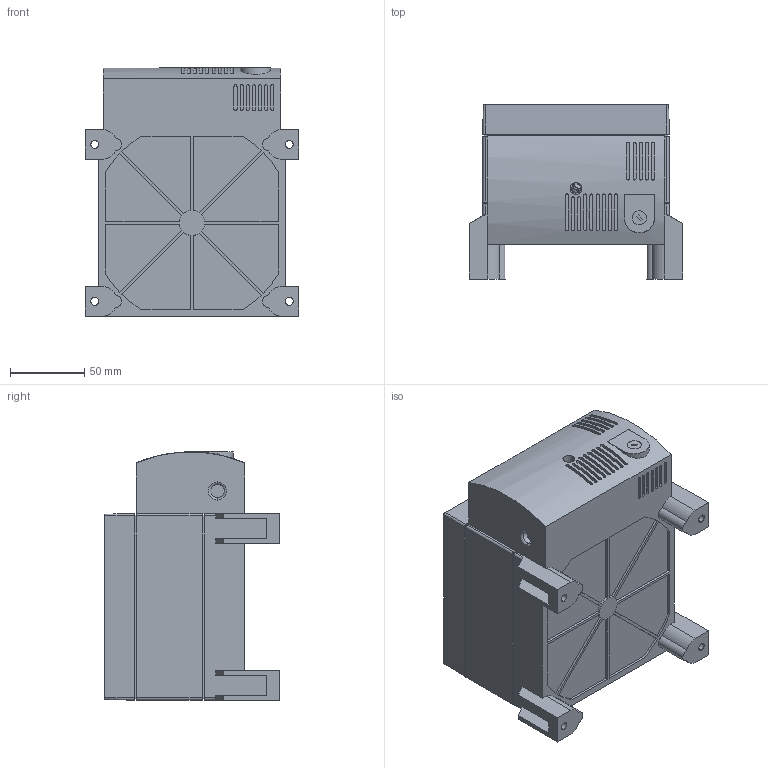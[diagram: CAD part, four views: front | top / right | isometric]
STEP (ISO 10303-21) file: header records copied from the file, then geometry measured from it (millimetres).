
FILE_DESCRIPTION (( 'STEP AP214' ), '1' );
FILE_NAME ('030609-00.STEP', '2014-06-25T16:09:24', ( '' ), ( '' ), 'SwSTEP 2.0', 'SolidWorks 2013', '' );
FILE_SCHEMA (( 'AUTOMOTIVE_DESIGN' ));
Length unit declared in the file: inch
Products named in the file (1): 030609-00
Bounding box: 143.76 x 117.6 x 167.39 mm (x, y, z)
Volume: 1790202.5 mm3; surface area: 146509.2 mm2
Topology: 1 solids, 1 shells, 568 faces, 1451 edges, 964 vertices
Faces by surface type: plane 310, cylinder 233, cone 20, torus 4, sphere 1
Entity records: 18328 total; most frequent: CARTESIAN_POINT 3654, DIRECTION 3042, ORIENTED_EDGE 2896, EDGE_CURVE 1448, AXIS2_PLACEMENT_3D 1090, VERTEX_POINT 962, LINE 862, VECTOR 862
